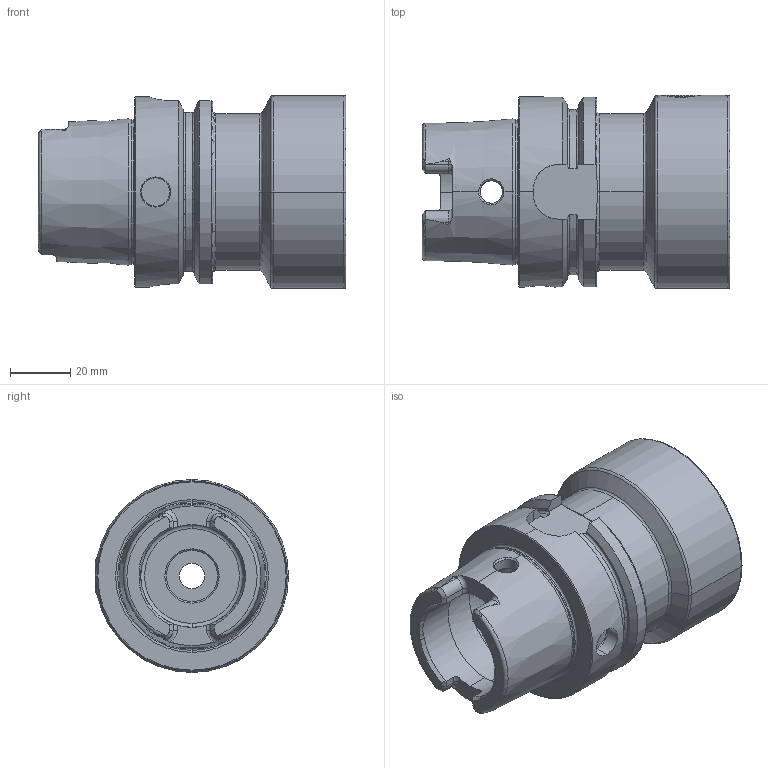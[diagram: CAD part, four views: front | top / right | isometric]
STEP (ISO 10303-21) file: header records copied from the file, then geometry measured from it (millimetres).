
FILE_DESCRIPTION (( 'STEP AP203' ), '1' );
FILE_NAME ('HA6-ST6.K01.070.STEP', '2016-02-12T09:32:02', ( 'SWIAdmin' ), ( 'Hewlett-Packard Company' ), 'SwSTEP 2.0', 'SolidWorks 2015', '' );
FILE_SCHEMA (( 'CONFIG_CONTROL_DESIGN' ));
Length unit declared in the file: millimetre
Products named in the file (4): HA6-ST6.K01.070_Fertigbearbeitung; ST6-ER1.001.018_A; DIN 3771 - 33x2; HA6-ST6.K01.070
Assembly tree (3 placements, depth 2):
  HA6-ST6.K01.070
    HA6-ST6.K01.070_Fertigbearbeitung
    ST6-ER1.001.018_A
    DIN 3771 - 33x2
Bounding box: 101.9 x 64 x 64 mm (x, y, z)
Volume: 159563 mm3; surface area: 38821.2 mm2
Topology: 3 solids, 3 shells, 226 faces, 594 edges, 370 vertices
Faces by surface type: plane 64, cylinder 58, torus 48, cone 40, bspline 16
Entity records: 9358 total; most frequent: CARTESIAN_POINT 3611, ORIENTED_EDGE 1184, DIRECTION 1059, EDGE_CURVE 592, AXIS2_PLACEMENT_3D 433, VERTEX_POINT 370, EDGE_LOOP 234, FACE_OUTER_BOUND 226
